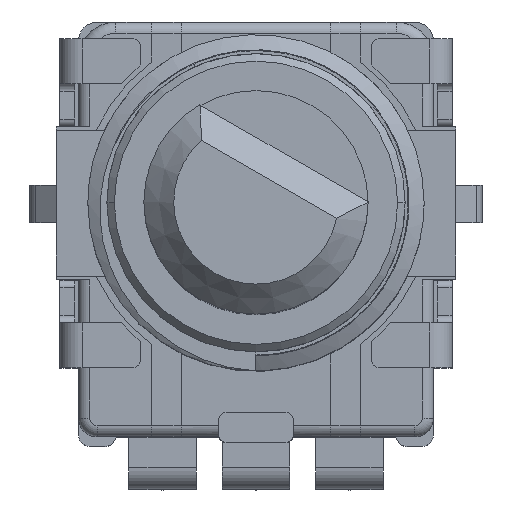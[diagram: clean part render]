
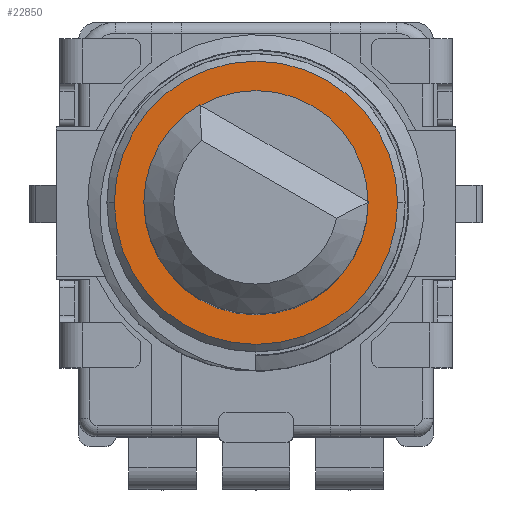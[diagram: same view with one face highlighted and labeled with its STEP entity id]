
A CAD part, top view. The second image highlights one B-rep face of the part: STEP entity #22850.
In plain terms, the highlighted face is planar.
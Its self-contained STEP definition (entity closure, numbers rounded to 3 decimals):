
#321 = VERTEX_POINT ( 'NONE', #753 ) ;
#372 = VERTEX_POINT ( 'NONE', #804 ) ;
#379 = VERTEX_POINT ( 'NONE', #811 ) ;
#390 = VERTEX_POINT ( 'NONE', #822 ) ;
#753 = CARTESIAN_POINT ( 'NONE',  ( 3.79, 0., -9.5 ) ) ;
#804 = CARTESIAN_POINT ( 'NONE',  ( 1.5, -2.598, -9.5 ) ) ;
#811 = CARTESIAN_POINT ( 'NONE',  ( -3.79, 0., -9.5 ) ) ;
#822 = CARTESIAN_POINT ( 'NONE',  ( -1.5, 2.598, -9.5 ) ) ;
#994 = CARTESIAN_POINT ( 'NONE',  ( 0., 0., -9.5 ) ) ;
#995 = DIRECTION ( 'NONE',  ( 0., 0., 1. ) ) ;
#996 = DIRECTION ( 'NONE',  ( 1., 0., 0. ) ) ;
#1294 = CARTESIAN_POINT ( 'NONE',  ( 0., 0., -9.5 ) ) ;
#1309 = DIRECTION ( 'NONE',  ( 0., 0., 1. ) ) ;
#1310 = DIRECTION ( 'NONE',  ( -1., 0., 0. ) ) ;
#1721 = CARTESIAN_POINT ( 'NONE',  ( 0., 0., -9.5 ) ) ;
#1723 = DIRECTION ( 'NONE',  ( 0., 0., 1. ) ) ;
#1724 = DIRECTION ( 'NONE',  ( 1., 0., 0. ) ) ;
#1746 = CARTESIAN_POINT ( 'NONE',  ( 0., 0., -9.5 ) ) ;
#1751 = DIRECTION ( 'NONE',  ( 0., 0., 1. ) ) ;
#1752 = DIRECTION ( 'NONE',  ( -1., 0., 0. ) ) ;
#3942 = EDGE_CURVE ( 'NONE', #379, #321, #10628, .T. ) ;
#4196 = EDGE_CURVE ( 'NONE', #372, #390, #10833, .T. ) ;
#4522 = EDGE_CURVE ( 'NONE', #321, #379, #11103, .T. ) ;
#4535 = EDGE_CURVE ( 'NONE', #390, #372, #11109, .T. ) ;
#6404 = AXIS2_PLACEMENT_3D ( 'NONE', #15006, #15015, #15016 ) ;
#10628 = CIRCLE ( 'NONE', #16685, 3.79 ) ;
#10833 = CIRCLE ( 'NONE', #16739, 3. ) ;
#11103 = CIRCLE ( 'NONE', #16792, 3.79 ) ;
#11109 = CIRCLE ( 'NONE', #16784, 3. ) ;
#15006 = CARTESIAN_POINT ( 'NONE',  ( 0., 0., -9.5 ) ) ;
#15007 = PLANE ( 'NONE',  #6404 ) ;
#15015 = DIRECTION ( 'NONE',  ( 0., 0., -1. ) ) ;
#15016 = DIRECTION ( 'NONE',  ( -1., 0., 0. ) ) ;
#15435 = FACE_OUTER_BOUND ( 'NONE', #15680, .T. ) ;
#15437 = FACE_BOUND ( 'NONE', #15679, .T. ) ;
#15679 = EDGE_LOOP ( 'NONE', ( #21821, #21822 ) ) ;
#15680 = EDGE_LOOP ( 'NONE', ( #21819, #21820 ) ) ;
#16685 = AXIS2_PLACEMENT_3D ( 'NONE', #994, #995, #996 ) ;
#16739 = AXIS2_PLACEMENT_3D ( 'NONE', #1294, #1309, #1310 ) ;
#16784 = AXIS2_PLACEMENT_3D ( 'NONE', #1746, #1751, #1752 ) ;
#16792 = AXIS2_PLACEMENT_3D ( 'NONE', #1721, #1723, #1724 ) ;
#21819 = ORIENTED_EDGE ( 'NONE', *, *, #4522, .F. ) ;
#21820 = ORIENTED_EDGE ( 'NONE', *, *, #3942, .F. ) ;
#21821 = ORIENTED_EDGE ( 'NONE', *, *, #4535, .T. ) ;
#21822 = ORIENTED_EDGE ( 'NONE', *, *, #4196, .T. ) ;
#22850 = ADVANCED_FACE ( 'NONE', ( #15435, #15437 ), #15007, .T. ) ;
